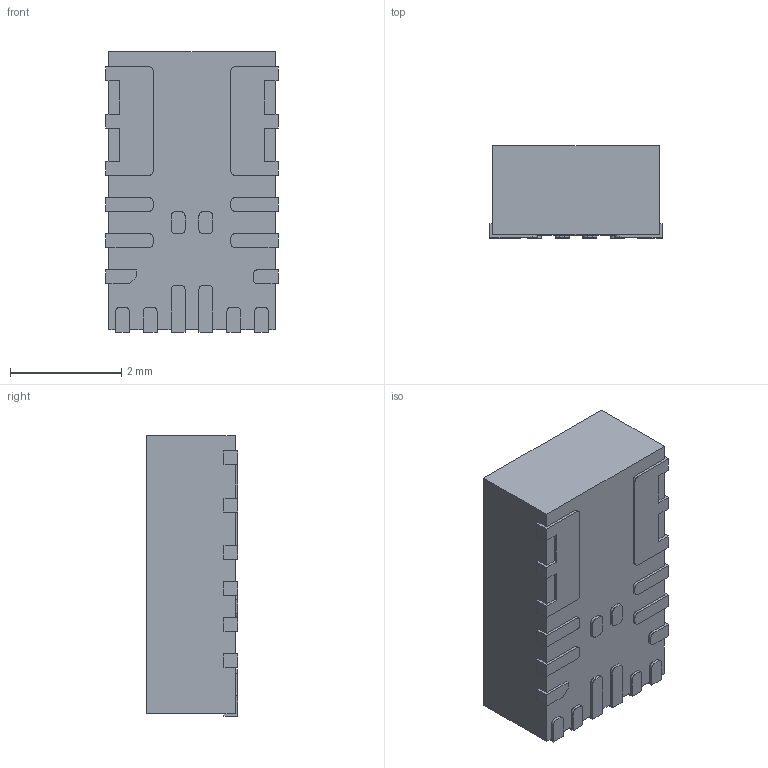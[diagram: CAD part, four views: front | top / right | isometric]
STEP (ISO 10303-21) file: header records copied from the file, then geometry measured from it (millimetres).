
FILE_DESCRIPTION (( 'STEP AP214' ), '1' );
FILE_NAME ('power_converter.STEP', '2018-12-07T08:59:45', ( '' ), ( '' ), 'SwSTEP 2.0', 'SolidWorks 2017', '' );
FILE_SCHEMA (( 'AUTOMOTIVE_DESIGN' ));
Length unit declared in the file: millimetre
Products named in the file (1): power_converter
Bounding box: 3.1 x 1.65 x 5.05 mm (x, y, z)
Volume: 24.3 mm3; surface area: 58.3 mm2
Topology: 1 solids, 1 shells, 162 faces, 471 edges, 314 vertices
Faces by surface type: plane 126, cylinder 34, cone 2
Entity records: 7123 total; most frequent: CARTESIAN_POINT 948, ORIENTED_EDGE 942, DIRECTION 869, EDGE_CURVE 471, VECTOR 399, LINE 399, VERTEX_POINT 314, AXIS2_PLACEMENT_3D 235
